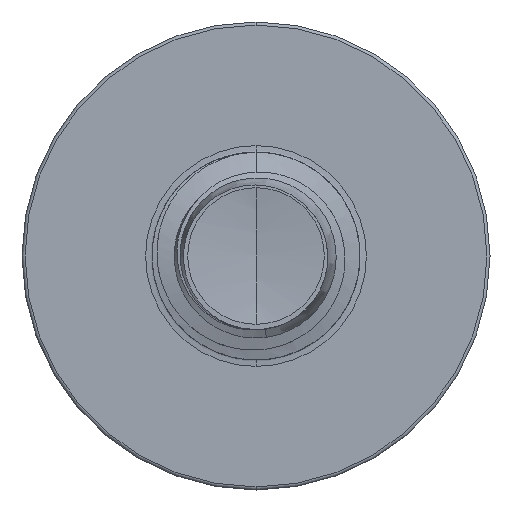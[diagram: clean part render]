
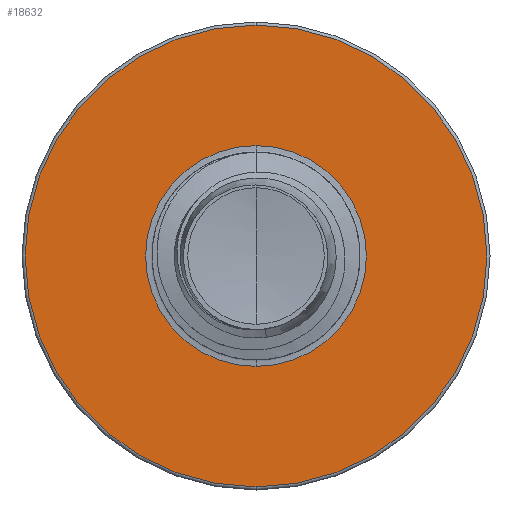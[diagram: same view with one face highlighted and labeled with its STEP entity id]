
A CAD part, front view. The second image highlights one B-rep face of the part: STEP entity #18632.
In plain terms, the highlighted planar face has unit normal (0, -1, 0).
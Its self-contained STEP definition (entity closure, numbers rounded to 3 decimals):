
#825 = FACE_BOUND ( 'NONE', #4002, .T. ) ;
#1201 = AXIS2_PLACEMENT_3D ( 'NONE', #18220, #6881, #20116 ) ;
#1230 = CIRCLE ( 'NONE', #1201, 6.66 ) ;
#2765 = CIRCLE ( 'NONE', #16135, 3.186 ) ;
#3342 = CARTESIAN_POINT ( 'NONE',  ( 0., 12.5, -3.186 ) ) ;
#3791 = AXIS2_PLACEMENT_3D ( 'NONE', #19146, #7809, #21016 ) ;
#3807 = PLANE ( 'NONE',  #9241 ) ;
#4002 = EDGE_LOOP ( 'NONE', ( #22718, #23292 ) ) ;
#4059 = DIRECTION ( 'NONE',  ( 0., 0., 1. ) ) ;
#6399 = CARTESIAN_POINT ( 'NONE',  ( 0., 12.5, 0. ) ) ;
#6687 = VERTEX_POINT ( 'NONE', #3342 ) ;
#6881 = DIRECTION ( 'NONE',  ( 0., 1., 0. ) ) ;
#7211 = CIRCLE ( 'NONE', #3791, 6.66 ) ;
#7785 = EDGE_CURVE ( 'NONE', #14596, #21196, #1230, .T. ) ;
#7809 = DIRECTION ( 'NONE',  ( 0., 1., 0. ) ) ;
#8335 = DIRECTION ( 'NONE',  ( 0., 0., 1. ) ) ;
#9049 = EDGE_CURVE ( 'NONE', #12880, #6687, #2765, .T. ) ;
#9241 = AXIS2_PLACEMENT_3D ( 'NONE', #11658, #15469, #4059 ) ;
#9953 = DIRECTION ( 'NONE',  ( 0., 1., 0. ) ) ;
#11343 = CARTESIAN_POINT ( 'NONE',  ( 0., 12.5, 3.186 ) ) ;
#11658 = CARTESIAN_POINT ( 'NONE',  ( 0., 12.5, -3.186 ) ) ;
#12687 = ORIENTED_EDGE ( 'NONE', *, *, #7785, .F. ) ;
#12880 = VERTEX_POINT ( 'NONE', #11343 ) ;
#14596 = VERTEX_POINT ( 'NONE', #20542 ) ;
#14927 = AXIS2_PLACEMENT_3D ( 'NONE', #21264, #9953, #23136 ) ;
#15144 = EDGE_CURVE ( 'NONE', #6687, #12880, #17372, .T. ) ;
#15469 = DIRECTION ( 'NONE',  ( 0., 1., 0. ) ) ;
#15553 = FACE_OUTER_BOUND ( 'NONE', #17415, .T. ) ;
#16135 = AXIS2_PLACEMENT_3D ( 'NONE', #6399, #19663, #8335 ) ;
#17372 = CIRCLE ( 'NONE', #14927, 3.186 ) ;
#17415 = EDGE_LOOP ( 'NONE', ( #22127, #12687 ) ) ;
#18220 = CARTESIAN_POINT ( 'NONE',  ( 0., 12.5, 0. ) ) ;
#18632 = ADVANCED_FACE ( 'NONE', ( #15553, #825 ), #3807, .F. ) ;
#19146 = CARTESIAN_POINT ( 'NONE',  ( 0., 12.5, 0. ) ) ;
#19663 = DIRECTION ( 'NONE',  ( 0., 1., 0. ) ) ;
#20116 = DIRECTION ( 'NONE',  ( 0., 0., 1. ) ) ;
#20542 = CARTESIAN_POINT ( 'NONE',  ( 0., 12.5, -6.66 ) ) ;
#21016 = DIRECTION ( 'NONE',  ( 0., 0., 1. ) ) ;
#21196 = VERTEX_POINT ( 'NONE', #24469 ) ;
#21264 = CARTESIAN_POINT ( 'NONE',  ( 0., 12.5, 0. ) ) ;
#22127 = ORIENTED_EDGE ( 'NONE', *, *, #23928, .F. ) ;
#22718 = ORIENTED_EDGE ( 'NONE', *, *, #9049, .T. ) ;
#23136 = DIRECTION ( 'NONE',  ( 0., 0., 1. ) ) ;
#23292 = ORIENTED_EDGE ( 'NONE', *, *, #15144, .T. ) ;
#23928 = EDGE_CURVE ( 'NONE', #21196, #14596, #7211, .T. ) ;
#24469 = CARTESIAN_POINT ( 'NONE',  ( 0., 12.5, 6.66 ) ) ;
